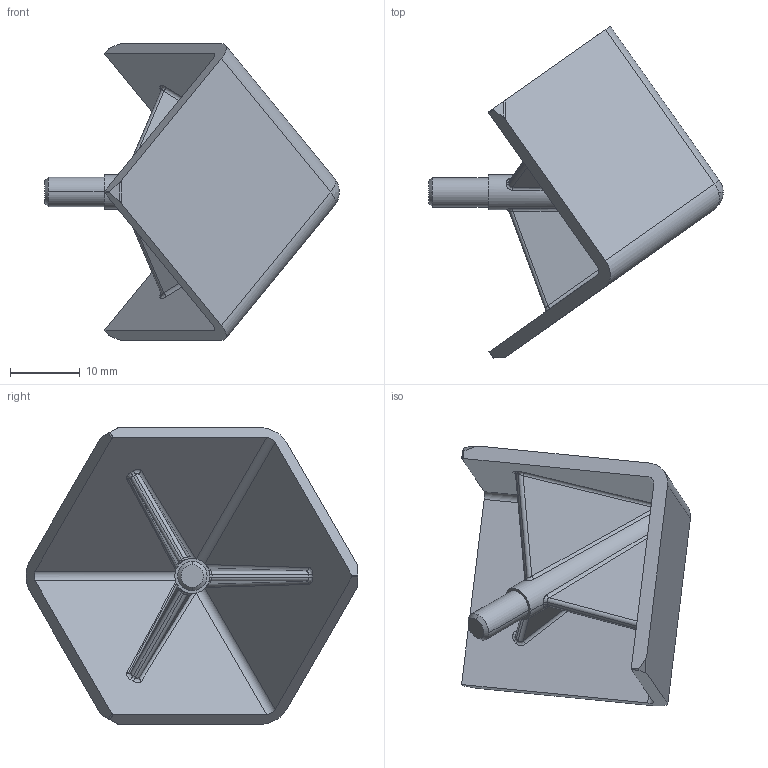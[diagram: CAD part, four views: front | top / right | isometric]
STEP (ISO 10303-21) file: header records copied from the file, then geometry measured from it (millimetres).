
FILE_DESCRIPTION (( 'STEP AP203' ), '1' );
FILE_NAME ('262310015_c_1.STEP', '2023-05-15T01:19:28', ( '' ), ( '' ), 'SwSTEP 2.0', 'SolidWorks 2014', '' );
FILE_SCHEMA (( 'CONFIG_CONTROL_DESIGN' ));
Length unit declared in the file: millimetre
Products named in the file (1): 262310015_c_1
Bounding box: 42.1 x 47.45 x 42.43 mm (x, y, z)
Volume: 6564.3 mm3; surface area: 6666.7 mm2
Topology: 1 solids, 1 shells, 83 faces, 216 edges, 134 vertices
Faces by surface type: cylinder 35, bspline 23, plane 23, cone 2
Entity records: 3464 total; most frequent: CARTESIAN_POINT 1590, ORIENTED_EDGE 428, DIRECTION 312, EDGE_CURVE 214, VERTEX_POINT 134, AXIS2_PLACEMENT_3D 115, EDGE_LOOP 84, ADVANCED_FACE 83
